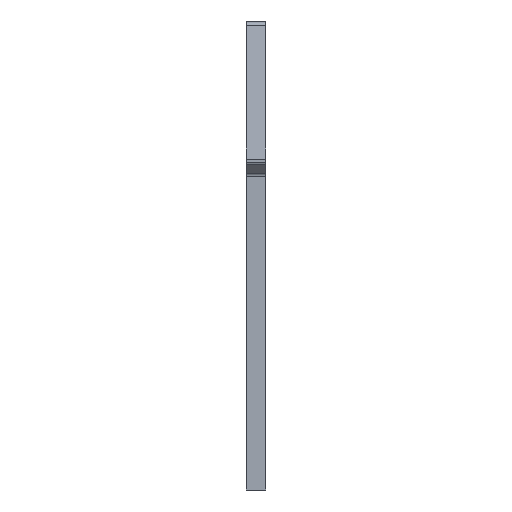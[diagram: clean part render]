
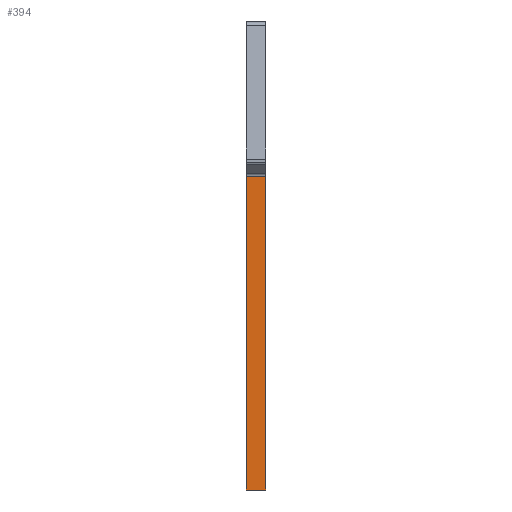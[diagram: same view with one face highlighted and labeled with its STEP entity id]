
A CAD part, left-side view. The second image highlights one B-rep face of the part: STEP entity #394.
In plain terms, the highlighted face is planar.
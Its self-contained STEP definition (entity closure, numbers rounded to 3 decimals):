
#6 = EDGE_CURVE ( 'NONE', #198, #183, #495, .T. ) ;
#33 = CARTESIAN_POINT ( 'NONE',  ( 0., 40.25, -35.3 ) ) ;
#55 = ORIENTED_EDGE ( 'NONE', *, *, #6, .F. ) ;
#90 = LINE ( 'NONE', #511, #526 ) ;
#102 = AXIS2_PLACEMENT_3D ( 'NONE', #325, #551, #541 ) ;
#120 = DIRECTION ( 'NONE',  ( 0., 0., -1. ) ) ;
#156 = CARTESIAN_POINT ( 'NONE',  ( 1.5, 40.25, -11.646 ) ) ;
#173 = ORIENTED_EDGE ( 'NONE', *, *, #317, .F. ) ;
#183 = VERTEX_POINT ( 'NONE', #646 ) ;
#198 = VERTEX_POINT ( 'NONE', #33 ) ;
#317 = EDGE_CURVE ( 'NONE', #563, #351, #484, .T. ) ;
#325 = CARTESIAN_POINT ( 'NONE',  ( 1.5, 40.25, -11.646 ) ) ;
#341 = LINE ( 'NONE', #512, #346 ) ;
#346 = VECTOR ( 'NONE', #357, 1000. ) ;
#351 = VERTEX_POINT ( 'NONE', #424 ) ;
#355 = VECTOR ( 'NONE', #383, 1000. ) ;
#357 = DIRECTION ( 'NONE',  ( 0., 0., -1. ) ) ;
#383 = DIRECTION ( 'NONE',  ( 1., 0., 0. ) ) ;
#387 = FACE_OUTER_BOUND ( 'NONE', #502, .T. ) ;
#391 = CARTESIAN_POINT ( 'NONE',  ( 0., 40.25, -35.3 ) ) ;
#394 = ADVANCED_FACE ( 'NONE', ( #387 ), #442, .T. ) ;
#424 = CARTESIAN_POINT ( 'NONE',  ( 0., 40.25, -11.646 ) ) ;
#442 = PLANE ( 'NONE',  #102 ) ;
#484 = LINE ( 'NONE', #662, #692 ) ;
#495 = LINE ( 'NONE', #391, #355 ) ;
#498 = EDGE_CURVE ( 'NONE', #563, #183, #341, .T. ) ;
#502 = EDGE_LOOP ( 'NONE', ( #615, #173, #535, #55 ) ) ;
#511 = CARTESIAN_POINT ( 'NONE',  ( 0., 40.25, -11.646 ) ) ;
#512 = CARTESIAN_POINT ( 'NONE',  ( 1.5, 40.25, -11.646 ) ) ;
#526 = VECTOR ( 'NONE', #120, 1000. ) ;
#535 = ORIENTED_EDGE ( 'NONE', *, *, #498, .T. ) ;
#541 = DIRECTION ( 'NONE',  ( -1., 0., 0. ) ) ;
#551 = DIRECTION ( 'NONE',  ( 0., 1., 0. ) ) ;
#563 = VERTEX_POINT ( 'NONE', #156 ) ;
#598 = DIRECTION ( 'NONE',  ( -1., 0., 0. ) ) ;
#615 = ORIENTED_EDGE ( 'NONE', *, *, #690, .F. ) ;
#646 = CARTESIAN_POINT ( 'NONE',  ( 1.5, 40.25, -35.3 ) ) ;
#662 = CARTESIAN_POINT ( 'NONE',  ( 1.5, 40.25, -11.646 ) ) ;
#690 = EDGE_CURVE ( 'NONE', #351, #198, #90, .T. ) ;
#692 = VECTOR ( 'NONE', #598, 1000. ) ;
